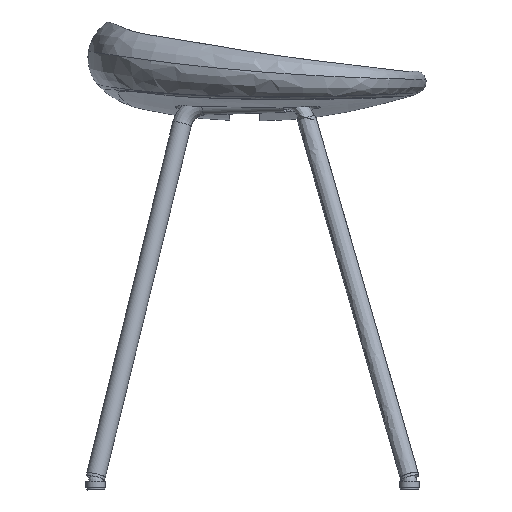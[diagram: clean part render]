
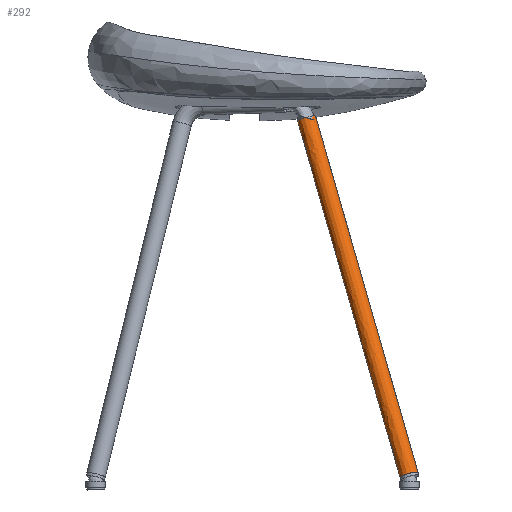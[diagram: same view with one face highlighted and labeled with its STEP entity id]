
A CAD part, left-side view. The second image highlights one B-rep face of the part: STEP entity #292.
In plain terms, the highlighted free-form (B-spline) face has degree [2, 3] with [9, 4] control points.
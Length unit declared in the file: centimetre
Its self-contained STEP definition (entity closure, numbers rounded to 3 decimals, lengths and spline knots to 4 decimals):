
#292=ADVANCED_FACE('',(#372),#1163,.T.);
#372=FACE_OUTER_BOUND('',#457,.T.);
#457=EDGE_LOOP('',(#655,#656,#657,#658));
#655=ORIENTED_EDGE('',*,*,#827,.F.);
#656=ORIENTED_EDGE('',*,*,#828,.T.);
#657=ORIENTED_EDGE('',*,*,#830,.T.);
#658=ORIENTED_EDGE('',*,*,#828,.F.);
#827=EDGE_CURVE('',#1063,#1063,#924,.T.);
#828=EDGE_CURVE('',#1063,#1064,#925,.T.);
#830=EDGE_CURVE('',#1064,#1064,#927,.T.);
#924=(
BOUNDED_CURVE()
B_SPLINE_CURVE(2,(#22563,#22564,#22565,#22566,#22567,#22568,#22569,#22570,
#22571),.UNSPECIFIED.,.T.,.F.)
B_SPLINE_CURVE_WITH_KNOTS((3,2,2,2,3),(-62.8319,-47.1239,
-31.4159,-15.708,0.),.UNSPECIFIED.)
CURVE()
GEOMETRIC_REPRESENTATION_ITEM()
RATIONAL_B_SPLINE_CURVE((1.,0.707,1.,0.707,1.,0.707,
1.,0.707,1.))
REPRESENTATION_ITEM('')
);
#925=(
BOUNDED_CURVE()
B_SPLINE_CURVE(3,(#22572,#22573,#22574,#22575),.UNSPECIFIED.,.F.,.F.)
B_SPLINE_CURVE_WITH_KNOTS((4,4),(32.2585,433.91),
 .UNSPECIFIED.)
CURVE()
GEOMETRIC_REPRESENTATION_ITEM()
RATIONAL_B_SPLINE_CURVE((1.,1.,1.,1.))
REPRESENTATION_ITEM('')
);
#927=(
BOUNDED_CURVE()
B_SPLINE_CURVE(2,(#22587,#22588,#22589,#22590,#22591,#22592,#22593,#22594,
#22595,#22596,#22597,#22598,#22599),.UNSPECIFIED.,.T.,.F.)
B_SPLINE_CURVE_WITH_KNOTS((3,2,2,2,2,2,3),(-62.8319,-58.1034,
-47.1239,-42.1643,-31.4159,-15.708,
0.),.UNSPECIFIED.)
CURVE()
GEOMETRIC_REPRESENTATION_ITEM()
RATIONAL_B_SPLINE_CURVE((1.,0.912,0.877,0.795,
1.,0.908,0.873,0.8,1.,0.707,
1.,0.707,1.))
REPRESENTATION_ITEM('')
);
#1063=VERTEX_POINT('',#22504);
#1064=VERTEX_POINT('',#22505);
#1163=(
BOUNDED_SURFACE()
B_SPLINE_SURFACE(2,3,((#22464,#22465,#22466,#22467),(#22468,#22469,#22470,
#22471),(#22472,#22473,#22474,#22475),(#22476,#22477,#22478,#22479),(#22480,
#22481,#22482,#22483),(#22484,#22485,#22486,#22487),(#22488,#22489,#22490,
#22491),(#22492,#22493,#22494,#22495),(#22496,#22497,#22498,#22499)),
 .UNSPECIFIED.,.T.,.F.,.F.)
B_SPLINE_SURFACE_WITH_KNOTS((3,2,2,2,3),(4,4),(0.,15.708,31.4159,
47.1239,62.8319),(32.2585,433.91),
 .UNSPECIFIED.)
GEOMETRIC_REPRESENTATION_ITEM()
RATIONAL_B_SPLINE_SURFACE(((1.,1.,1.,1.),(0.707,0.707,
0.707,0.707),(1.,1.,1.,1.),(0.707,0.707,
0.707,0.707),(1.,1.,1.,1.),(0.707,0.707,
0.707,0.707),(1.,1.,1.,1.),(0.707,0.707,
0.707,0.707),(1.,1.,1.,1.)))
REPRESENTATION_ITEM('')
SURFACE()
);
#22464=CARTESIAN_POINT('',(-13.2493,11.2301,-2.5176));
#22465=CARTESIAN_POINT('',(-15.5488,7.5853,-15.1941));
#22466=CARTESIAN_POINT('',(-17.8483,3.9405,-27.8708));
#22467=CARTESIAN_POINT('',(-20.1478,0.2957,-40.5473));
#22468=CARTESIAN_POINT('',(-14.1311,11.7006,-2.4836));
#22469=CARTESIAN_POINT('',(-16.4311,8.055,-15.1629));
#22470=CARTESIAN_POINT('',(-18.7311,4.4094,-27.8424));
#22471=CARTESIAN_POINT('',(-21.0311,0.7638,-40.5216));
#22472=CARTESIAN_POINT('',(-13.6952,12.5408,-2.8064));
#22473=CARTESIAN_POINT('',(-15.9951,8.8954,-15.485));
#22474=CARTESIAN_POINT('',(-18.2951,5.2499,-28.1639));
#22475=CARTESIAN_POINT('',(-20.595,1.6045,-40.8425));
#22476=CARTESIAN_POINT('',(-13.2594,13.3809,-3.1292));
#22477=CARTESIAN_POINT('',(-15.5592,9.7357,-15.8072));
#22478=CARTESIAN_POINT('',(-17.859,6.0904,-28.4854));
#22479=CARTESIAN_POINT('',(-20.1588,2.4452,-41.1633));
#22480=CARTESIAN_POINT('',(-12.3776,12.9104,-3.1632));
#22481=CARTESIAN_POINT('',(-14.6769,9.266,-15.8384));
#22482=CARTESIAN_POINT('',(-16.9762,5.6216,-28.5138));
#22483=CARTESIAN_POINT('',(-19.2755,1.9772,-41.189));
#22484=CARTESIAN_POINT('',(-11.4958,12.4399,-3.1973));
#22485=CARTESIAN_POINT('',(-13.7946,8.7963,-15.8697));
#22486=CARTESIAN_POINT('',(-16.0934,5.1527,-28.5423));
#22487=CARTESIAN_POINT('',(-18.3922,1.5091,-41.2146));
#22488=CARTESIAN_POINT('',(-11.9317,11.5997,-2.8745));
#22489=CARTESIAN_POINT('',(-14.2305,7.956,-15.5475));
#22490=CARTESIAN_POINT('',(-16.5295,4.3121,-28.2208));
#22491=CARTESIAN_POINT('',(-18.8283,0.6684,-40.8938));
#22492=CARTESIAN_POINT('',(-12.3675,10.7596,-2.5517));
#22493=CARTESIAN_POINT('',(-14.6665,7.1156,-15.2254));
#22494=CARTESIAN_POINT('',(-16.9655,3.4716,-27.8993));
#22495=CARTESIAN_POINT('',(-19.2645,-0.1723,-40.5729));
#22496=CARTESIAN_POINT('',(-13.2493,11.2301,-2.5176));
#22497=CARTESIAN_POINT('',(-15.5488,7.5853,-15.1941));
#22498=CARTESIAN_POINT('',(-17.8483,3.9405,-27.8708));
#22499=CARTESIAN_POINT('',(-20.1478,0.2957,-40.5473));
#22504=CARTESIAN_POINT('',(-13.2493,11.2301,-2.5176));
#22505=CARTESIAN_POINT('',(-20.1478,0.2957,-40.5473));
#22563=CARTESIAN_POINT('',(-13.2493,11.2301,-2.5176));
#22564=CARTESIAN_POINT('',(-12.3675,10.7596,-2.5517));
#22565=CARTESIAN_POINT('',(-11.9317,11.5997,-2.8745));
#22566=CARTESIAN_POINT('',(-11.4958,12.4399,-3.1973));
#22567=CARTESIAN_POINT('',(-12.3776,12.9104,-3.1632));
#22568=CARTESIAN_POINT('',(-13.2594,13.3809,-3.1292));
#22569=CARTESIAN_POINT('',(-13.6952,12.5408,-2.8064));
#22570=CARTESIAN_POINT('',(-14.1311,11.7006,-2.4836));
#22571=CARTESIAN_POINT('',(-13.2493,11.2301,-2.5176));
#22572=CARTESIAN_POINT('',(-13.2493,11.2301,-2.5176));
#22573=CARTESIAN_POINT('',(-15.5488,7.5853,-15.1941));
#22574=CARTESIAN_POINT('',(-17.8483,3.9405,-27.8708));
#22575=CARTESIAN_POINT('',(-20.1478,0.2957,-40.5473));
#22587=CARTESIAN_POINT('',(-20.1478,0.2957,-40.5473));
#22588=CARTESIAN_POINT('',(-19.9416,0.1865,-40.5533));
#22589=CARTESIAN_POINT('',(-19.7117,0.1754,-40.5918));
#22590=CARTESIAN_POINT('',(-19.0994,0.1459,-40.6944));
#22591=CARTESIAN_POINT('',(-18.8283,0.6684,-40.8938));
#22592=CARTESIAN_POINT('',(-18.721,0.8752,-40.9727));
#22593=CARTESIAN_POINT('',(-18.7268,1.1119,-41.0397));
#22594=CARTESIAN_POINT('',(-18.741,1.6939,-41.2045));
#22595=CARTESIAN_POINT('',(-19.2755,1.9772,-41.189));
#22596=CARTESIAN_POINT('',(-20.1588,2.4452,-41.1633));
#22597=CARTESIAN_POINT('',(-20.595,1.6045,-40.8425));
#22598=CARTESIAN_POINT('',(-21.0311,0.7638,-40.5216));
#22599=CARTESIAN_POINT('',(-20.1478,0.2957,-40.5473));
